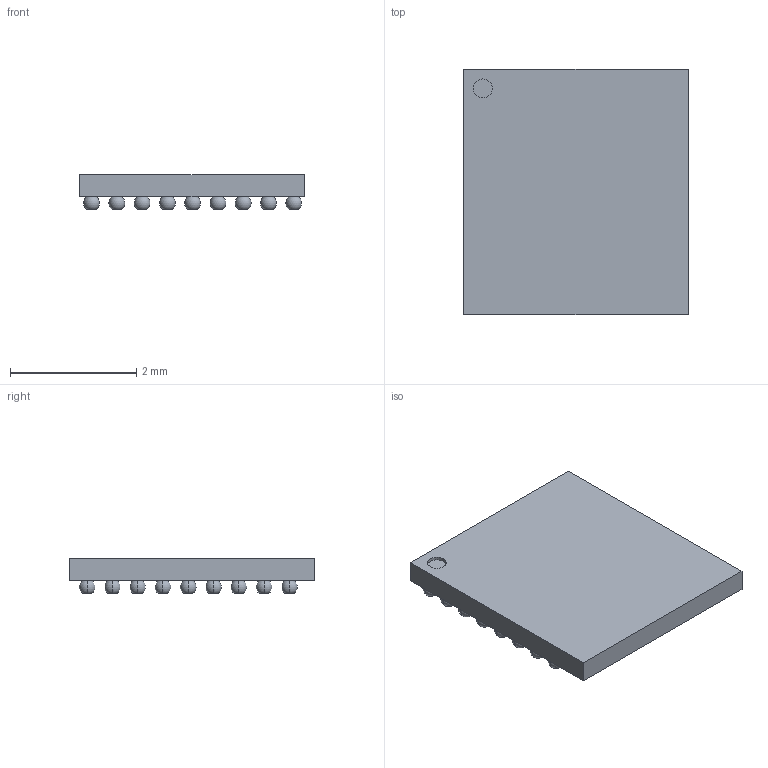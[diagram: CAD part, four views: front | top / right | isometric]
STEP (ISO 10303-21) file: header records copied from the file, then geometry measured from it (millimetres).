
FILE_DESCRIPTION((''),'2;1');
FILE_NAME('BGA62C40P9X9_350X383X55.stp','2014-03-05T14:49:52',(''),(''),'Mechanical Desktop 2011','Mechanical Desktop 2011',', , ');
FILE_SCHEMA(('AUTOMOTIVE_DESIGN { 1 2 10303 214 1 1 1 1 }'));
Length unit declared in the file: millimetre
Products named in the file (1): Product
Bounding box: 3.55 x 3.88 x 0.55 mm (x, y, z)
Volume: 5.3 mm3; surface area: 44.7 mm2
Topology: 63 solids, 63 shells, 257 faces, 514 edges, 384 vertices
Faces by surface type: sphere 124, bspline 68, plane 63, cylinder 2
Entity records: 7170 total; most frequent: DIRECTION 1394, CARTESIAN_POINT 1360, ORIENTED_EDGE 1028, AXIS2_PLACEMENT_3D 690, EDGE_CURVE 514, CIRCLE 500, VERTEX_POINT 384, EDGE_LOOP 258
